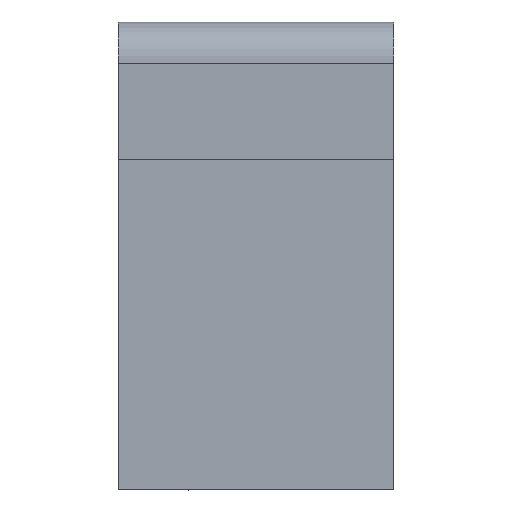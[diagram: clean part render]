
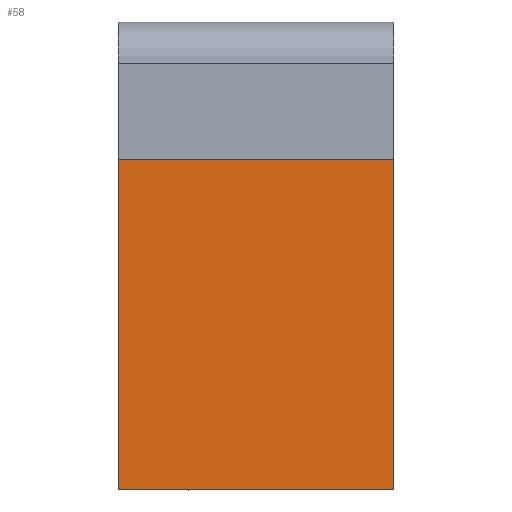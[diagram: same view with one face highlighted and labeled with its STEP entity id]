
A CAD part, left-side view. The second image highlights one B-rep face of the part: STEP entity #58.
In plain terms, the highlighted planar face has unit normal (-1, 0, 0).
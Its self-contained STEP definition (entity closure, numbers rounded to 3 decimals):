
#58=ADVANCED_FACE('',(#110),#112,.T.);
#110=FACE_BOUND('',#111,.T.);
#111=EDGE_LOOP('',(#184,#185,#186,#187));
#112=PLANE('',#113);
#113=AXIS2_PLACEMENT_3D('',#114,#115,#116);
#114=CARTESIAN_POINT('',(-2.5,2.5,0.));
#115=DIRECTION('',(-1.,0.,0.));
#116=DIRECTION('',(0.,-1.,0.));
#184=ORIENTED_EDGE('',*,*,#219,.T.);
#185=ORIENTED_EDGE('',*,*,#230,.T.);
#186=ORIENTED_EDGE('',*,*,#234,.F.);
#187=ORIENTED_EDGE('',*,*,#235,.F.);
#219=EDGE_CURVE('',#250,#248,#251,.T.);
#230=EDGE_CURVE('',#248,#269,#271,.T.);
#234=EDGE_CURVE('',#277,#269,#278,.T.);
#235=EDGE_CURVE('',#250,#277,#279,.T.);
#248=VERTEX_POINT('',#298);
#250=VERTEX_POINT('',#302);
#251=LINE('',#303,#304);
#269=VERTEX_POINT('',#406);
#271=LINE('',#410,#411);
#277=VERTEX_POINT('',#425);
#278=LINE('',#426,#427);
#279=LINE('',#429,#430);
#298=CARTESIAN_POINT('',(-2.5,-2.5,0.));
#302=CARTESIAN_POINT('',(-2.5,2.5,0.));
#303=CARTESIAN_POINT('',(-2.5,2.5,0.));
#304=VECTOR('',#305,1.);
#305=DIRECTION('',(0.,-1.,0.));
#406=CARTESIAN_POINT('',(-2.5,-2.5,6.));
#410=CARTESIAN_POINT('',(-2.5,-2.5,0.));
#411=VECTOR('',#412,1.);
#412=DIRECTION('',(0.,0.,1.));
#425=CARTESIAN_POINT('',(-2.5,2.5,6.));
#426=CARTESIAN_POINT('',(-2.5,2.5,6.));
#427=VECTOR('',#428,1.);
#428=DIRECTION('',(0.,-1.,0.));
#429=CARTESIAN_POINT('',(-2.5,2.5,0.));
#430=VECTOR('',#431,1.);
#431=DIRECTION('',(0.,0.,1.));
